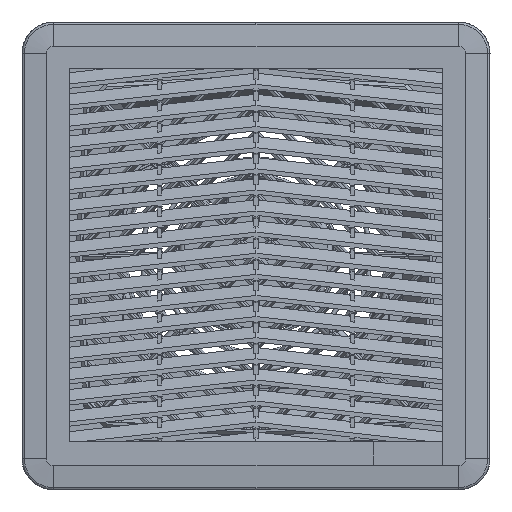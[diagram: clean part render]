
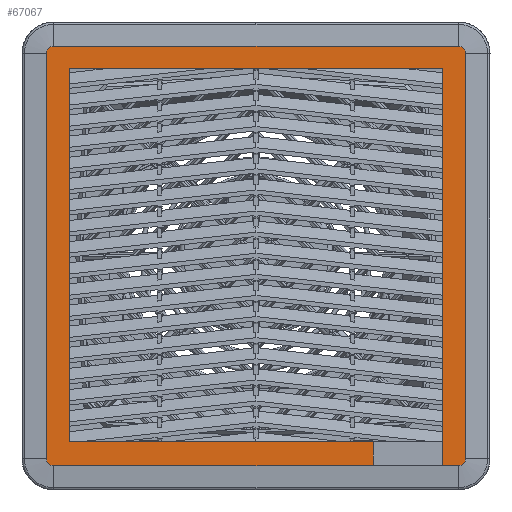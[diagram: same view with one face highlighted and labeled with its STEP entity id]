
A CAD part, front view. The second image highlights one B-rep face of the part: STEP entity #67067.
In plain terms, the highlighted planar face has unit normal (0, 1, 0).
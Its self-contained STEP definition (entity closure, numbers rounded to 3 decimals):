
#41993=DIRECTION('',(-1.,0.,0.));
#41994=VECTOR('',#41993,162.606);
#41995=CARTESIAN_POINT('',(81.302,-29.499,
81.7));
#41996=LINE('',#41995,#41994);
#45273=DIRECTION('',(0.,0.,1.));
#45274=VECTOR('',#45273,172.939);
#45275=CARTESIAN_POINT('',(81.302,-29.499,
-91.239));
#45276=LINE('',#45275,#45274);
#46369=DIRECTION('',(0.,0.,-1.));
#46370=VECTOR('',#46369,162.7);
#46371=CARTESIAN_POINT('',(-81.304,-29.499,
81.7));
#46372=LINE('',#46371,#46370);
#51049=DIRECTION('',(1.,0.,0.));
#51050=VECTOR('',#51049,132.486);
#51051=CARTESIAN_POINT('',(-81.304,-29.499,
-81.));
#51052=LINE('',#51051,#51050);
#51997=CARTESIAN_POINT('',(88.299,-29.499,
88.2));
#51998=DIRECTION('',(0.,-1.,0.));
#51999=DIRECTION('',(1.,0.,0.));
#52000=AXIS2_PLACEMENT_3D('',#51997,#51998,#51999);
#52005=DIRECTION('',(-1.,0.,0.));
#52006=VECTOR('',#52005,88.3);
#52007=CARTESIAN_POINT('',(88.299,-29.499,
91.2));
#52008=LINE('',#52007,#52006);
#52012=DIRECTION('',(-1.,0.,0.));
#52013=VECTOR('',#52012,88.3);
#52014=CARTESIAN_POINT('',(-0.001,-29.499,
91.2));
#52015=LINE('',#52014,#52013);
#52019=CARTESIAN_POINT('',(-88.301,-29.499,
88.2));
#52020=DIRECTION('',(0.,-1.,0.));
#52021=DIRECTION('',(0.,0.,1.));
#52022=AXIS2_PLACEMENT_3D('',#52019,#52020,#52021);
#52027=DIRECTION('',(0.,0.,-1.));
#52028=VECTOR('',#52027,176.6);
#52029=CARTESIAN_POINT('',(-91.301,-29.499,
88.2));
#52030=LINE('',#52029,#52028);
#52034=CARTESIAN_POINT('',(-88.301,-29.499,
-88.4));
#52035=DIRECTION('',(0.,-1.,0.));
#52036=DIRECTION('',(-1.,0.,0.));
#52037=AXIS2_PLACEMENT_3D('',#52034,#52035,#52036);
#52042=DIRECTION('',(1.,0.,0.));
#52043=VECTOR('',#52042,88.3);
#52044=CARTESIAN_POINT('',(-88.301,-29.499,
-91.4));
#52045=LINE('',#52044,#52043);
#52049=DIRECTION('',(1.,0.,0.));
#52050=VECTOR('',#52049,88.3);
#52051=CARTESIAN_POINT('',(-0.001,-29.499,
-91.4));
#52052=LINE('',#52051,#52050);
#52056=CARTESIAN_POINT('',(88.299,-29.499,
-88.4));
#52057=DIRECTION('',(0.,-1.,0.));
#52058=DIRECTION('',(0.,0.,-1.));
#52059=AXIS2_PLACEMENT_3D('',#52056,#52057,#52058);
#54046=DIRECTION('',(0.,0.,-1.));
#54047=VECTOR('',#54046,176.6);
#54048=CARTESIAN_POINT('',(91.299,-29.499,
88.2));
#54049=LINE('',#54048,#54047);
#54116=DIRECTION('',(1.,0.,0.));
#54117=VECTOR('',#54116,30.119);
#54118=CARTESIAN_POINT('',(51.183,-29.499,
-91.239));
#54119=LINE('',#54118,#54117);
#54137=DIRECTION('',(0.,0.,-1.));
#54138=VECTOR('',#54137,10.239);
#54139=CARTESIAN_POINT('',(51.183,-29.499,
-81.));
#54140=LINE('',#54139,#54138);
#57831=CARTESIAN_POINT('',(88.299,-29.499,
-91.4));
#57833=VERTEX_POINT('',#57831);
#57835=CARTESIAN_POINT('',(91.299,-29.499,
-88.4));
#57836=VERTEX_POINT('',#57835);
#58211=CARTESIAN_POINT('',(-0.001,-29.499,
-91.4));
#58212=VERTEX_POINT('',#58211);
#58213=CARTESIAN_POINT('',(-88.301,-29.499,
-91.4));
#58214=VERTEX_POINT('',#58213);
#58217=CARTESIAN_POINT('',(-91.301,-29.499,
-88.4));
#58218=VERTEX_POINT('',#58217);
#58222=CARTESIAN_POINT('',(-91.301,-29.499,
88.2));
#58224=VERTEX_POINT('',#58222);
#58225=CARTESIAN_POINT('',(-88.301,-29.499,
91.2));
#58226=VERTEX_POINT('',#58225);
#58229=CARTESIAN_POINT('',(-0.001,-29.499,
91.2));
#58230=VERTEX_POINT('',#58229);
#58231=CARTESIAN_POINT('',(88.299,-29.499,
91.2));
#58232=VERTEX_POINT('',#58231);
#58237=CARTESIAN_POINT('',(51.183,-29.499,
-91.239));
#58238=CARTESIAN_POINT('',(81.302,-29.499,
-91.239));
#58239=VERTEX_POINT('',#58237);
#58240=VERTEX_POINT('',#58238);
#58241=CARTESIAN_POINT('',(51.183,-29.499,
-81.));
#58242=VERTEX_POINT('',#58241);
#58243=CARTESIAN_POINT('',(-81.304,-29.499,
81.7));
#58244=CARTESIAN_POINT('',(-81.304,-29.499,
-81.));
#58245=VERTEX_POINT('',#58243);
#58246=VERTEX_POINT('',#58244);
#58247=CARTESIAN_POINT('',(91.299,-29.499,
88.2));
#58248=VERTEX_POINT('',#58247);
#60631=CARTESIAN_POINT('',(81.302,-29.499,
81.7));
#60632=VERTEX_POINT('',#60631);
#67030=CARTESIAN_POINT('',(-91.301,-29.499,
91.2));
#67031=DIRECTION('',(0.,-1.,0.));
#67032=DIRECTION('',(1.,0.,0.));
#67033=AXIS2_PLACEMENT_3D('',#67030,#67031,#67032);
#67034=PLANE('',#67033);
#67036=ORIENTED_EDGE('',*,*,#67035,.T.);
#67038=ORIENTED_EDGE('',*,*,#67037,.T.);
#67040=ORIENTED_EDGE('',*,*,#67039,.T.);
#67042=ORIENTED_EDGE('',*,*,#67041,.T.);
#67044=ORIENTED_EDGE('',*,*,#67043,.T.);
#67046=ORIENTED_EDGE('',*,*,#67045,.T.);
#67048=ORIENTED_EDGE('',*,*,#67047,.T.);
#67050=ORIENTED_EDGE('',*,*,#67049,.T.);
#67052=ORIENTED_EDGE('',*,*,#67051,.T.);
#67054=ORIENTED_EDGE('',*,*,#67053,.F.);
#67055=EDGE_LOOP('',(#67036,#67038,#67040,#67042,#67044,#67046,#67048,#67050,
#67052,#67054));
#67056=FACE_OUTER_BOUND('',#67055,.F.);
#67057=ORIENTED_EDGE('',*,*,#61939,.F.);
#67059=ORIENTED_EDGE('',*,*,#67058,.F.);
#67061=ORIENTED_EDGE('',*,*,#67060,.F.);
#67062=ORIENTED_EDGE('',*,*,#66080,.F.);
#67063=ORIENTED_EDGE('',*,*,#62414,.F.);
#67064=ORIENTED_EDGE('',*,*,#60658,.F.);
#67065=EDGE_LOOP('',(#67057,#67059,#67061,#67062,#67063,#67064));
#67066=FACE_BOUND('',#67065,.F.);
#67067=ADVANCED_FACE('',(#67056,#67066),#67034,.F.);
#52001=CIRCLE('',#52000,3.);
#52023=CIRCLE('',#52022,3.);
#52038=CIRCLE('',#52037,3.);
#52060=CIRCLE('',#52059,3.);
#60658=EDGE_CURVE('',#60632,#58245,#41996,.T.);
#61939=EDGE_CURVE('',#58240,#60632,#45276,.T.);
#62414=EDGE_CURVE('',#58245,#58246,#46372,.T.);
#66080=EDGE_CURVE('',#58246,#58242,#51052,.T.);
#67035=EDGE_CURVE('',#58248,#58232,#52001,.T.);
#67037=EDGE_CURVE('',#58232,#58230,#52008,.T.);
#67039=EDGE_CURVE('',#58230,#58226,#52015,.T.);
#67041=EDGE_CURVE('',#58226,#58224,#52023,.T.);
#67043=EDGE_CURVE('',#58224,#58218,#52030,.T.);
#67045=EDGE_CURVE('',#58218,#58214,#52038,.T.);
#67047=EDGE_CURVE('',#58214,#58212,#52045,.T.);
#67049=EDGE_CURVE('',#58212,#57833,#52052,.T.);
#67051=EDGE_CURVE('',#57833,#57836,#52060,.T.);
#67053=EDGE_CURVE('',#58248,#57836,#54049,.T.);
#67058=EDGE_CURVE('',#58239,#58240,#54119,.T.);
#67060=EDGE_CURVE('',#58242,#58239,#54140,.T.);
